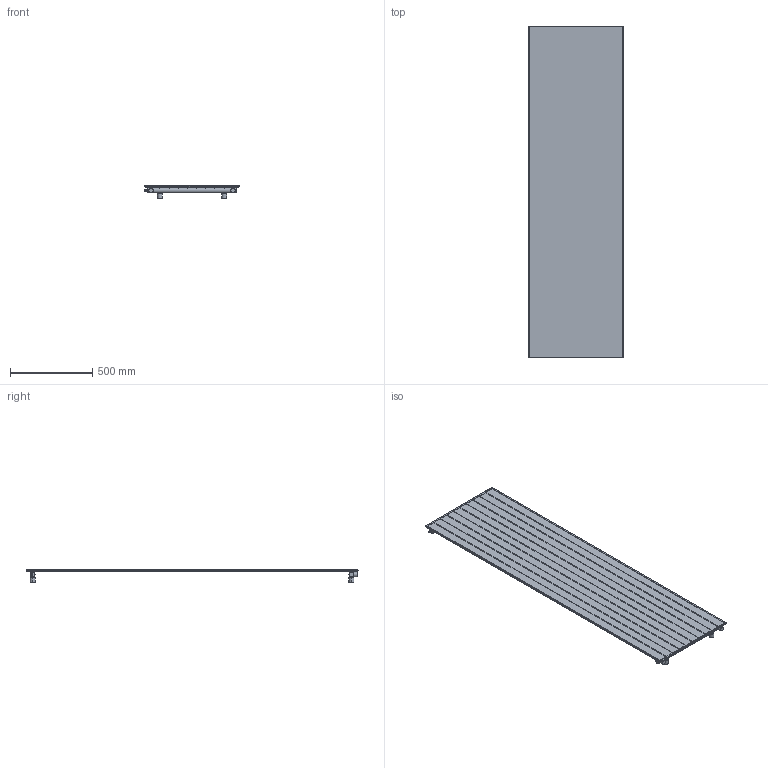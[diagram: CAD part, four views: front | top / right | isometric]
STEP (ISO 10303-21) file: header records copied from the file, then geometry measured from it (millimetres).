
FILE_DESCRIPTION((''),'2;1');
FILE_NAME('3601550000055_3D_SITO_ASM','2022-06-20T16:01:16',('pc104'),(''),'CREO PARAMETRIC BY PTC INC, 2022014','CREO PARAMETRIC BY PTC INC, 2022014','');
FILE_SCHEMA(('AUTOMOTIVE_DESIGN { 1 0 10303 214 1 1 1 1 }'));
Length unit declared in the file: millimetre
Products named in the file (3): 3601550000055_3D_SITO; 1041001240005; 3601550000055_3D_SITO_ASM
Assembly tree (2 placements, depth 2):
  3601550000055_3D_SITO_ASM
    3601550000055_3D_SITO
    1041001240005
Bounding box: 575.91 x 2021.81 x 75.5 mm (x, y, z)
Volume: 12897081.7 mm3; surface area: 2904286.5 mm2
Topology: 2 solids, 2 shells, 349 faces, 820 edges, 482 vertices
Faces by surface type: cylinder 172, plane 100, bspline 48, torus 26, cone 3
Entity records: 21798 total; most frequent: CARTESIAN_POINT 8743, DIRECTION 1899, ORIENTED_EDGE 1640, PRESENTATION_STYLE_ASSIGNMENT 883, STYLED_ITEM 881, CURVE_STYLE 879, EDGE_CURVE 820, AXIS2_PLACEMENT_3D 732
